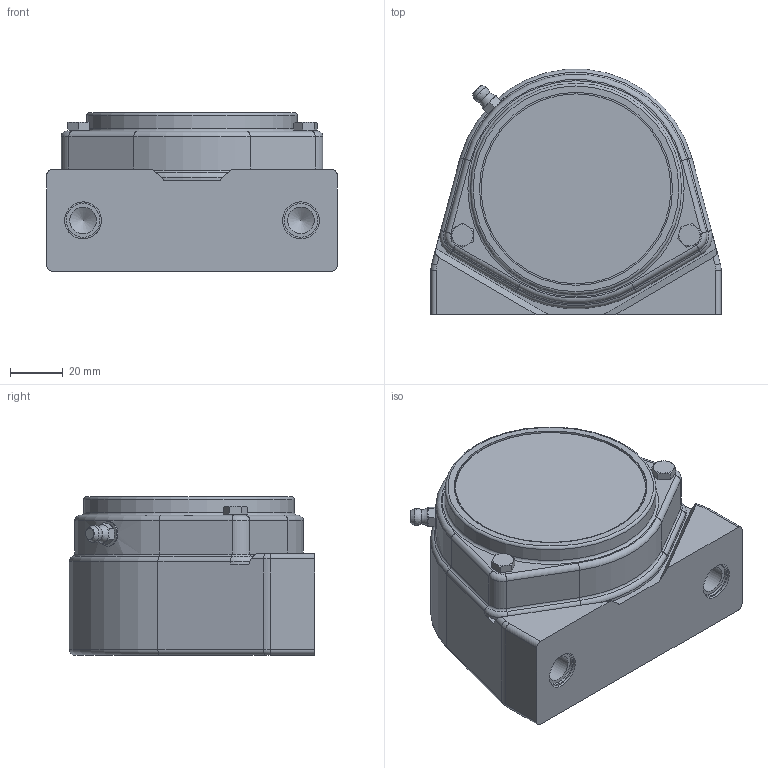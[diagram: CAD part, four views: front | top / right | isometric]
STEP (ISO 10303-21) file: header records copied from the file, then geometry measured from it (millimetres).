
FILE_DESCRIPTION(/* description */ (''),/* implementation_level */ '2;1');
FILE_NAME(/* name */ 'NG35S20.stp',/* time_stamp */ '2015-10-30T14:07:17+01:00',/* author */ ('fje'),/* organization */ (''),/* preprocessor_version */ 'ST-DEVELOPER v15.2',/* originating_system */ 'Autodesk Inventor 2014',/* authorisation */ '');
FILE_SCHEMA (('AUTOMOTIVE_DESIGN { 1 0 10303 214 3 1 1 }'));
Length unit declared in the file: millimetre
Products named in the file (1): Part99
Bounding box: 110.07 x 92.93 x 60 mm (x, y, z)
Volume: 315473.6 mm3; surface area: 92527.7 mm2
Topology: 6 solids, 13 shells, 424 faces, 1096 edges, 698 vertices
Faces by surface type: plane 154, cylinder 152, cone 68, torus 45, sphere 5
Full cylindrical faces by diameter (mm): 2.4 x2, 3 x4, 4.567 x2, 5 x2, 5.5 x2, 6 x2, 6.5 x4, 6.7 x2, 9 x1, 10.106 x2, 12.8 x2, 14 x2, 35 x2, 39.2 x1, 43.5 x1, 44.6 x2, 47 x1, 47.93 x2, 50.15 x1, 51 x1, 61.25 x1, 63.47 x4, 72 x2, 73.2 x1, 78.2 x2, 80 x1
Entity records: 13808 total; most frequent: CARTESIAN_POINT 3688, DIRECTION 2065, ORIENTED_EDGE 1956, EDGE_CURVE 964, AXIS2_PLACEMENT_3D 863, VERTEX_POINT 658, EDGE_LOOP 566, CIRCLE 433
